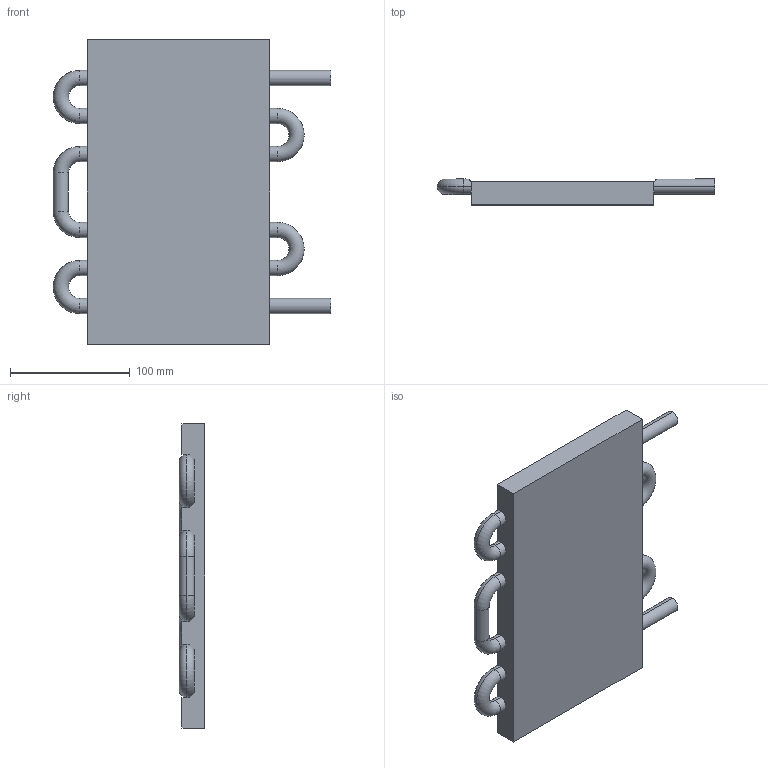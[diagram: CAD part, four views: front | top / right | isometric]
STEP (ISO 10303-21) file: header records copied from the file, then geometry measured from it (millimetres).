
FILE_DESCRIPTION (( 'STEP AP203' ), '1' );
FILE_NAME ('HB-6P-0600-CU-C.STEP', '2017-10-31T12:47:54', ( '' ), ( '' ), 'SwSTEP 2.0', 'SolidWorks 2013', '' );
FILE_SCHEMA (( 'CONFIG_CONTROL_DESIGN' ));
Length unit declared in the file: inch
Products named in the file (3): HB-6P-0600-CU-C; RT-HB-6P-0600-NI-C; BP-HB-6P-0600-NI-C
Assembly tree (2 placements, depth 2):
  HB-6P-0600-CU-C
    BP-HB-6P-0600-NI-C
    RT-HB-6P-0600-NI-C
Bounding box: 231.78 x 21.34 x 254 mm (x, y, z)
Volume: 757355 mm3; surface area: 171973.5 mm2
Topology: 2 solids, 7 shells, 118 faces, 260 edges, 164 vertices
Faces by surface type: plane 56, cylinder 38, torus 24
Entity records: 3561 total; most frequent: DIRECTION 614, CARTESIAN_POINT 583, ORIENTED_EDGE 520, EDGE_CURVE 260, AXIS2_PLACEMENT_3D 243, VERTEX_POINT 164, VECTOR 128, LINE 128
